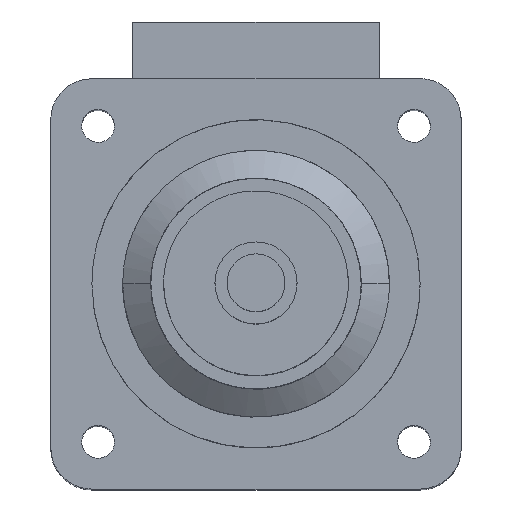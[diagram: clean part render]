
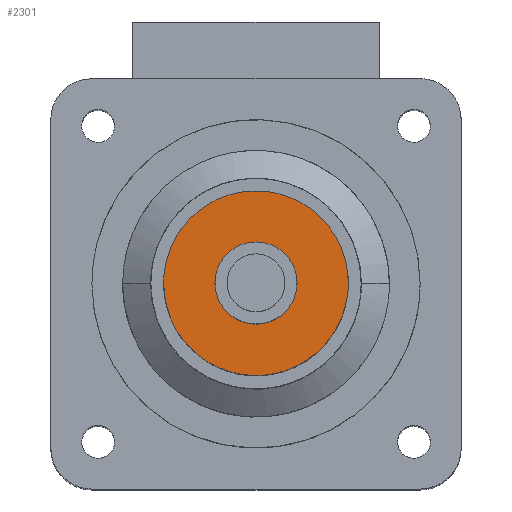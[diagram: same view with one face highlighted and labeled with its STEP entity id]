
A CAD part, top view. The second image highlights one B-rep face of the part: STEP entity #2301.
In plain terms, the highlighted free-form (B-spline) face has degree [1, 1] with [2, 2] control points.
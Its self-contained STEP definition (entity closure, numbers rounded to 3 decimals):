
#1 = CARTESIAN_POINT ( 'NONE',  ( 5.5, 10., 47.54 ) ) ;
#62 = CARTESIAN_POINT ( 'NONE',  ( 12.764, 13.6, 47.54 ) ) ;
#76 = CARTESIAN_POINT ( 'NONE',  ( 9.409, 14.5, 47.54 ) ) ;
#102 = CARTESIAN_POINT ( 'NONE',  ( 10.591, 14.5, 47.54 ) ) ;
#103 = B_SPLINE_SURFACE_WITH_KNOTS ( 'NONE', 1, 1, ( 
 ( #1471, #445 ),
 ( #1850, #1018 ) ),
 .UNSPECIFIED., .F., .F., .F.,
 ( 2, 2 ),
 ( 2, 2 ),
 ( 0., 1. ),
 ( 0., 1. ),
 .UNSPECIFIED. ) ;
#109 = CARTESIAN_POINT ( 'NONE',  ( 14.384, 8.824, 47.54 ) ) ;
#113 = CARTESIAN_POINT ( 'NONE',  ( 5.616, 11.176, 47.54 ) ) ;
#129 = CARTESIAN_POINT ( 'NONE',  ( 6.069, 7.732, 47.54 ) ) ;
#323 = CARTESIAN_POINT ( 'NONE',  ( 5.5, 10., 47.54 ) ) ;
#344 = CARTESIAN_POINT ( 'NONE',  ( 14.5, 10., 47.54 ) ) ;
#410 = FACE_OUTER_BOUND ( 'NONE', #821, .T. ) ;
#445 = CARTESIAN_POINT ( 'NONE',  ( 5.446, 14.554, 47.54 ) ) ;
#458 = CARTESIAN_POINT ( 'NONE',  ( 8.824, 14.384, 47.54 ) ) ;
#473 = VERTEX_POINT ( 'NONE', #1 ) ;
#487 = CARTESIAN_POINT ( 'NONE',  ( 6.4, 12.764, 47.54 ) ) ;
#494 = VERTEX_POINT ( 'NONE', #1627 ) ;
#529 = CARTESIAN_POINT ( 'NONE',  ( 12.268, 6.069, 47.54 ) ) ;
#544 = CARTESIAN_POINT ( 'NONE',  ( 13.6, 7.236, 47.54 ) ) ;
#674 = CARTESIAN_POINT ( 'NONE',  ( 13.6, 12.764, 47.54 ) ) ;
#740 = CARTESIAN_POINT ( 'NONE',  ( 12.764, 6.4, 47.54 ) ) ;
#821 = EDGE_LOOP ( 'NONE', ( #964, #1538 ) ) ;
#843 = B_SPLINE_CURVE_WITH_KNOTS ( 'NONE', 3,
 ( #1947, #2134, #1524, #1329, #674, #62, #2322, #1510, #102, #76, #458, #913, #1738, #487, #1535, #113, #1751, #1097 ),
 .UNSPECIFIED., .F., .F.,
 ( 4, 2, 2, 2, 2, 2, 2, 2, 4 ),
 ( 0., 0.393, 0.785, 1.178, 1.571, 1.963, 2.356, 2.749, 3.142 ),
 .UNSPECIFIED. ) ;
#913 = CARTESIAN_POINT ( 'NONE',  ( 7.732, 13.931, 47.54 ) ) ;
#941 = CARTESIAN_POINT ( 'NONE',  ( 9.409, 5.5, 47.54 ) ) ;
#956 = CARTESIAN_POINT ( 'NONE',  ( 11.176, 5.616, 47.54 ) ) ;
#964 = ORIENTED_EDGE ( 'NONE', *, *, #2060, .T. ) ;
#1018 = CARTESIAN_POINT ( 'NONE',  ( 14.554, 14.554, 47.54 ) ) ;
#1097 = CARTESIAN_POINT ( 'NONE',  ( 5.5, 10., 47.54 ) ) ;
#1160 = CARTESIAN_POINT ( 'NONE',  ( 5.616, 8.824, 47.54 ) ) ;
#1329 = CARTESIAN_POINT ( 'NONE',  ( 13.931, 12.268, 47.54 ) ) ;
#1355 = CARTESIAN_POINT ( 'NONE',  ( 14.5, 9.409, 47.54 ) ) ;
#1471 = CARTESIAN_POINT ( 'NONE',  ( 5.446, 5.446, 47.54 ) ) ;
#1510 = CARTESIAN_POINT ( 'NONE',  ( 11.176, 14.384, 47.54 ) ) ;
#1524 = CARTESIAN_POINT ( 'NONE',  ( 14.384, 11.176, 47.54 ) ) ;
#1535 = CARTESIAN_POINT ( 'NONE',  ( 6.069, 12.268, 47.54 ) ) ;
#1538 = ORIENTED_EDGE ( 'NONE', *, *, #2415, .T. ) ;
#1627 = CARTESIAN_POINT ( 'NONE',  ( 14.5, 10., 47.54 ) ) ;
#1738 = CARTESIAN_POINT ( 'NONE',  ( 7.236, 13.6, 47.54 ) ) ;
#1751 = CARTESIAN_POINT ( 'NONE',  ( 5.5, 10.591, 47.54 ) ) ;
#1753 = CARTESIAN_POINT ( 'NONE',  ( 8.824, 5.616, 47.54 ) ) ;
#1760 = CARTESIAN_POINT ( 'NONE',  ( 13.931, 7.732, 47.54 ) ) ;
#1767 = CARTESIAN_POINT ( 'NONE',  ( 6.4, 7.236, 47.54 ) ) ;
#1850 = CARTESIAN_POINT ( 'NONE',  ( 14.554, 5.446, 47.54 ) ) ;
#1947 = CARTESIAN_POINT ( 'NONE',  ( 14.5, 10., 47.54 ) ) ;
#1964 = CARTESIAN_POINT ( 'NONE',  ( 5.5, 9.409, 47.54 ) ) ;
#1983 = CARTESIAN_POINT ( 'NONE',  ( 10.591, 5.5, 47.54 ) ) ;
#2060 = EDGE_CURVE ( 'NONE', #473, #494, #2472, .T. ) ;
#2134 = CARTESIAN_POINT ( 'NONE',  ( 14.5, 10.591, 47.54 ) ) ;
#2301 = ADVANCED_FACE ( 'NONE', ( #410 ), #103, .T. ) ;
#2322 = CARTESIAN_POINT ( 'NONE',  ( 12.268, 13.931, 47.54 ) ) ;
#2364 = CARTESIAN_POINT ( 'NONE',  ( 7.732, 6.069, 47.54 ) ) ;
#2390 = CARTESIAN_POINT ( 'NONE',  ( 7.236, 6.4, 47.54 ) ) ;
#2415 = EDGE_CURVE ( 'NONE', #494, #473, #843, .T. ) ;
#2472 = B_SPLINE_CURVE_WITH_KNOTS ( 'NONE', 3,
 ( #323, #1964, #1160, #129, #1767, #2390, #2364, #1753, #941, #1983, #956, #529, #740, #544, #1760, #109, #1355, #344 ),
 .UNSPECIFIED., .F., .F.,
 ( 4, 2, 2, 2, 2, 2, 2, 2, 4 ),
 ( 3.142, 3.534, 3.927, 4.32, 4.712, 5.105, 5.498, 5.89, 6.283 ),
 .UNSPECIFIED. ) ;
